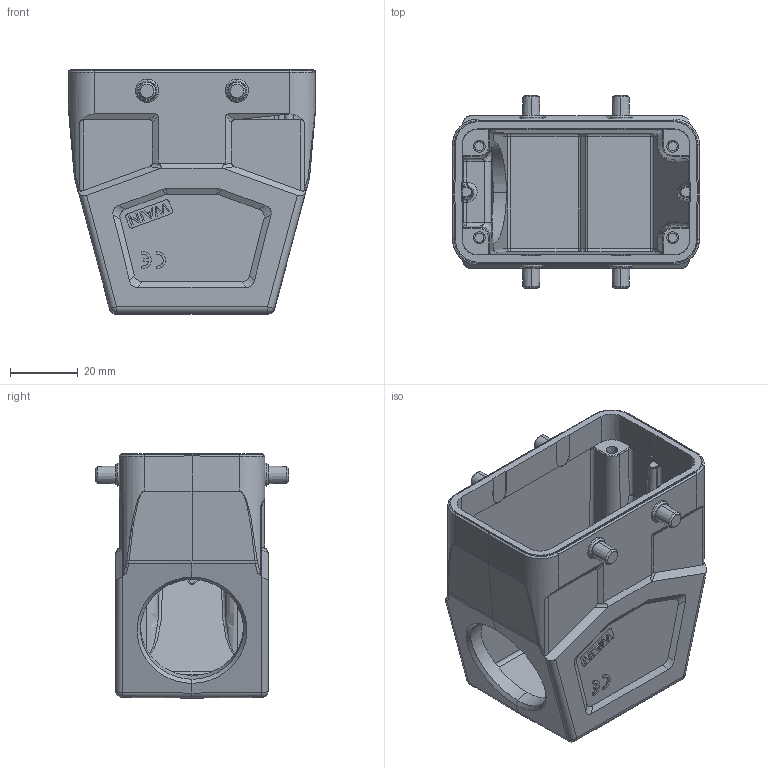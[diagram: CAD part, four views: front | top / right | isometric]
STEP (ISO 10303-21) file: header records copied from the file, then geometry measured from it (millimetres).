
FILE_DESCRIPTION(/* description */ (''),/* implementation_level */ '2;1');
FILE_NAME(/* name */ '3D_1121105305007_W10B-MSEH-4B-M32_V1.0.stp',/* time_stamp */ '2023-02-22T15:01:16+08:00',/* author */ (''),/* organization */ (''),/* preprocessor_version */ 'ST-DEVELOPER v18.1',/* originating_system */ 'SIEMENS PLM Software NX 1980',/* authorisation */ '');
FILE_SCHEMA (('AP203_CONFIGURATION_CONTROLLED_3D_DESIGN_OF_MECHANICAL_PARTS_AND_ASSEMBLIES_MIM_LF { 1 0 10303 403 2 1 2}'));
Bounding box: 73 x 57 x 72 mm (x, y, z)
Volume: 62978.2 mm3; surface area: 32094.5 mm2
Topology: 3 solids, 3 shells, 523 faces, 1331 edges, 824 vertices
Faces by surface type: plane 239, cylinder 174, cone 42, torus 39, sphere 20, bspline 9
Entity records: 17678 total; most frequent: CRTPNT 5708, ORNEDG 2622, DRCTN 2211, EDGCRV 1311, VRTPNT 823, A2PL3D 751, LINE 709, VECTOR 709
